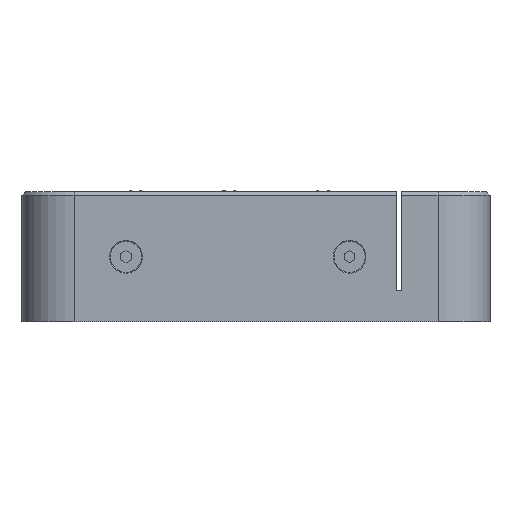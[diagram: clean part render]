
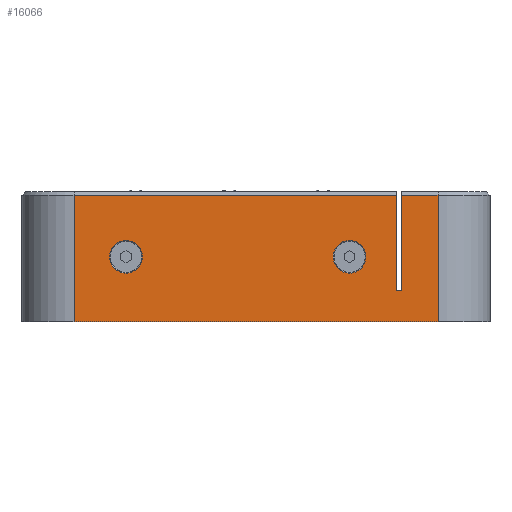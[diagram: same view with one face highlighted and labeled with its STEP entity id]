
A CAD part, front view. The second image highlights one B-rep face of the part: STEP entity #16066.
In plain terms, the highlighted planar face has unit normal (0, -1, 0).
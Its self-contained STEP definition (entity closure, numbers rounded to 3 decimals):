
#1012=FACE_BOUND('',#3279,.T.);
#1013=FACE_BOUND('',#3280,.T.);
#1014=FACE_BOUND('',#3281,.T.);
#1867=PLANE('',#17138);
#3279=EDGE_LOOP('',(#12150));
#3280=EDGE_LOOP('',(#12151));
#3281=EDGE_LOOP('',(#12152,#12153,#12154,#12155,#12156,#12157,#12158,#12159));
#4373=LINE('',#22006,#5759);
#4400=LINE('',#22076,#5786);
#4414=LINE('',#22104,#5800);
#4419=LINE('',#22131,#5805);
#4457=LINE('',#22251,#5843);
#4459=LINE('',#22257,#5845);
#4460=LINE('',#22260,#5846);
#4461=LINE('',#22261,#5847);
#5759=VECTOR('',#18622,7.);
#5786=VECTOR('',#18685,62.);
#5800=VECTOR('',#18709,1.);
#5805=VECTOR('',#18738,18.3);
#5843=VECTOR('',#18862,18.3);
#5845=VECTOR('',#18868,24.3);
#5846=VECTOR('',#18871,70.);
#5847=VECTOR('',#18872,24.3);
#6985=CIRCLE('',#17024,3.15);
#6988=CIRCLE('',#17029,3.15);
#7482=VERTEX_POINT('',#21914);
#7485=VERTEX_POINT('',#21922);
#7513=VERTEX_POINT('',#22003);
#7514=VERTEX_POINT('',#22005);
#7536=VERTEX_POINT('',#22066);
#7538=VERTEX_POINT('',#22072);
#7547=VERTEX_POINT('',#22101);
#7548=VERTEX_POINT('',#22103);
#7599=VERTEX_POINT('',#22255);
#7600=VERTEX_POINT('',#22259);
#9170=EDGE_CURVE('',#7482,#7482,#6985,.T.);
#9173=EDGE_CURVE('',#7485,#7485,#6988,.T.);
#9213=EDGE_CURVE('',#7513,#7514,#4373,.T.);
#9248=EDGE_CURVE('',#7536,#7538,#4400,.T.);
#9262=EDGE_CURVE('',#7548,#7547,#4414,.T.);
#9276=EDGE_CURVE('',#7547,#7538,#4419,.T.);
#9331=EDGE_CURVE('',#7513,#7548,#4457,.T.);
#9334=EDGE_CURVE('',#7599,#7536,#4459,.T.);
#9335=EDGE_CURVE('',#7599,#7600,#4460,.T.);
#9336=EDGE_CURVE('',#7514,#7600,#4461,.T.);
#12150=ORIENTED_EDGE('',*,*,#9170,.T.);
#12151=ORIENTED_EDGE('',*,*,#9173,.T.);
#12152=ORIENTED_EDGE('',*,*,#9213,.F.);
#12153=ORIENTED_EDGE('',*,*,#9331,.T.);
#12154=ORIENTED_EDGE('',*,*,#9262,.T.);
#12155=ORIENTED_EDGE('',*,*,#9276,.T.);
#12156=ORIENTED_EDGE('',*,*,#9248,.F.);
#12157=ORIENTED_EDGE('',*,*,#9334,.F.);
#12158=ORIENTED_EDGE('',*,*,#9335,.T.);
#12159=ORIENTED_EDGE('',*,*,#9336,.F.);
#16066=ADVANCED_FACE('',(#1012,#1013,#1014),#1867,.T.);
#17024=AXIS2_PLACEMENT_3D('',#21915,#18529,#18530);
#17029=AXIS2_PLACEMENT_3D('',#21923,#18539,#18540);
#17138=AXIS2_PLACEMENT_3D('',#22258,#18869,#18870);
#18529=DIRECTION('center_axis',(0.,1.,0.));
#18530=DIRECTION('ref_axis',(1.,0.,0.));
#18539=DIRECTION('center_axis',(0.,1.,0.));
#18540=DIRECTION('ref_axis',(1.,0.,0.));
#18622=DIRECTION('',(1.,0.,0.));
#18685=DIRECTION('',(1.,0.,0.));
#18709=DIRECTION('',(-1.,0.,0.));
#18738=DIRECTION('',(0.,0.,1.));
#18862=DIRECTION('',(0.,0.,-1.));
#18868=DIRECTION('',(0.,0.,1.));
#18869=DIRECTION('center_axis',(0.,-1.,0.));
#18870=DIRECTION('ref_axis',(1.,0.,0.));
#18871=DIRECTION('',(1.,0.,0.));
#18872=DIRECTION('',(0.,0.,-1.));
#21914=CARTESIAN_POINT('',(-21.85,-55.,12.5));
#21915=CARTESIAN_POINT('Origin',(-25.,-55.,12.5));
#21922=CARTESIAN_POINT('',(21.15,-55.,12.5));
#21923=CARTESIAN_POINT('Origin',(18.,-55.,12.5));
#22003=CARTESIAN_POINT('',(28.,-55.,24.3));
#22005=CARTESIAN_POINT('',(35.,-55.,24.3));
#22006=CARTESIAN_POINT('',(-22.5,-55.,24.3));
#22066=CARTESIAN_POINT('',(-35.,-55.,24.3));
#22072=CARTESIAN_POINT('',(27.,-55.,24.3));
#22076=CARTESIAN_POINT('',(-22.5,-55.,24.3));
#22101=CARTESIAN_POINT('',(27.,-55.,6.));
#22103=CARTESIAN_POINT('',(28.,-55.,6.));
#22104=CARTESIAN_POINT('',(-8.75,-55.,6.));
#22131=CARTESIAN_POINT('',(27.,-55.,12.5));
#22251=CARTESIAN_POINT('',(28.,-55.,12.5));
#22255=CARTESIAN_POINT('',(-35.,-55.,0.));
#22257=CARTESIAN_POINT('',(-35.,-55.,0.));
#22258=CARTESIAN_POINT('Origin',(-45.,-55.,0.));
#22259=CARTESIAN_POINT('',(35.,-55.,0.));
#22260=CARTESIAN_POINT('',(-45.,-55.,0.));
#22261=CARTESIAN_POINT('',(35.,-55.,0.));
